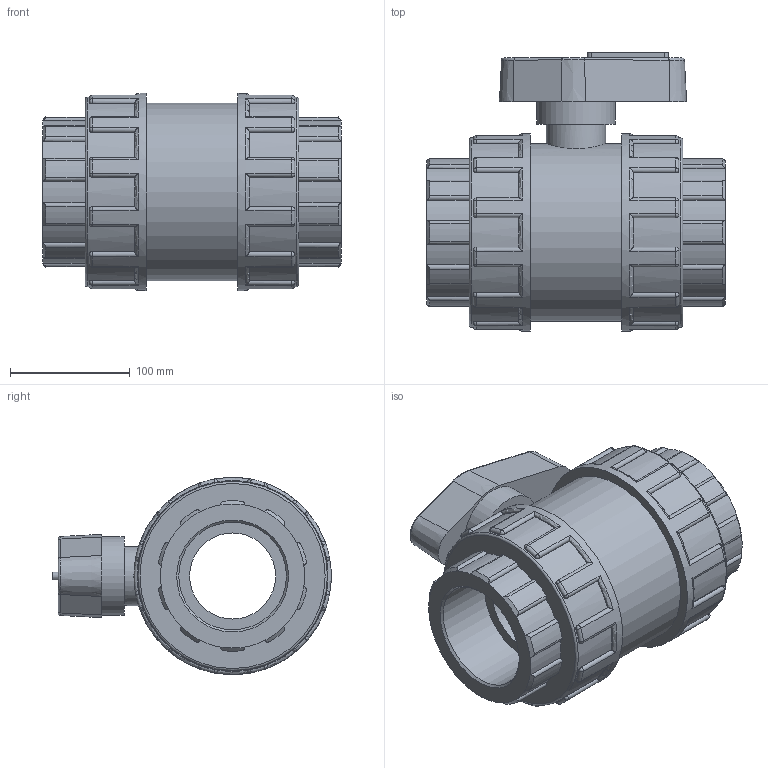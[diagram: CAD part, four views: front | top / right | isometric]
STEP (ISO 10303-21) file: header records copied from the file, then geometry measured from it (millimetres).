
FILE_DESCRIPTION(/* description */ ('PLASSON BI STOP VALVE CEM PVC 90'),/* implementation_level */ '2;1');
FILE_NAME(/* name */ '11240090.ipt.stp',/* time_stamp */ '2017-12-07T16:10:11+02:00',/* author */ ('KIM'),/* organization */ (''),/* preprocessor_version */ 'ST-DEVELOPER v15.6',/* originating_system */ 'Autodesk Inventor 2015',/* authorisation */ '');
FILE_SCHEMA (('AUTOMOTIVE_DESIGN { 1 0 10303 214 3 1 1 }'));
Length unit declared in the file: millimetre
Products named in the file (1): 11240090
Bounding box: 250 x 232.88 x 165 mm (x, y, z)
Volume: 3382003 mm3; surface area: 254161.2 mm2
Topology: 1 solids, 1 shells, 434 faces, 1075 edges, 652 vertices
Faces by surface type: cylinder 192, plane 114, torus 54, sphere 48, cone 26
Full cylindrical faces by diameter (mm): 49.5 x1, 66 x1, 72 x1, 90 x2, 148.5 x1, 158.4 x2, 165 x2
Entity records: 14062 total; most frequent: CARTESIAN_POINT 3740, DIRECTION 2304, ORIENTED_EDGE 2104, EDGE_CURVE 1052, AXIS2_PLACEMENT_3D 954, VERTEX_POINT 644, CIRCLE 519, EDGE_LOOP 460
